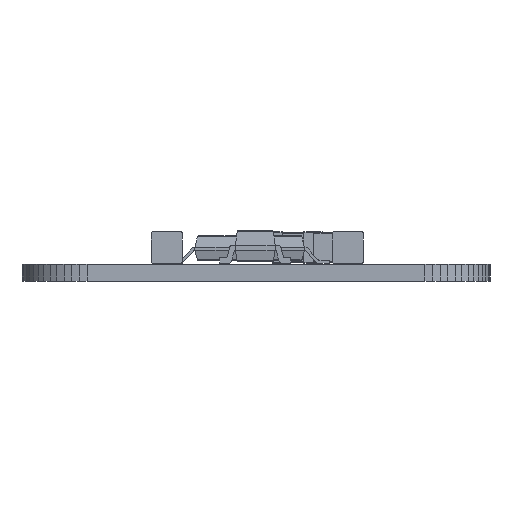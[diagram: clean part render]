
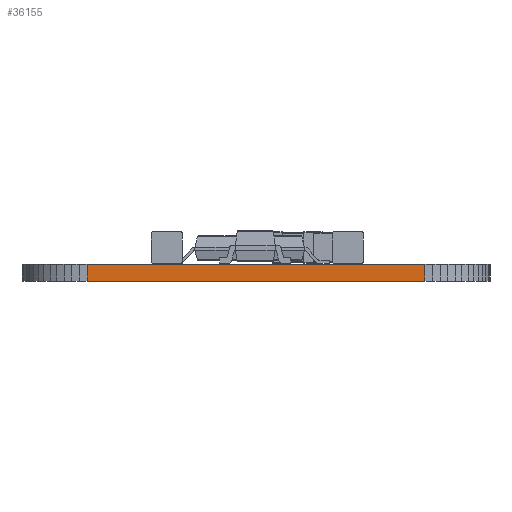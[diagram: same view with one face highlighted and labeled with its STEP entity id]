
A CAD part, front view. The second image highlights one B-rep face of the part: STEP entity #36155.
In plain terms, the highlighted planar face has unit normal (0, -1, 0).
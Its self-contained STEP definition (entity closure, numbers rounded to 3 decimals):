
#27404 = PLANE('',#27405);
#27405 = AXIS2_PLACEMENT_3D('',#27406,#27407,#27408);
#27406 = CARTESIAN_POINT('',(7.62,-34.093,0.68));
#27407 = DIRECTION('',(-0.,-0.,-1.));
#27408 = DIRECTION('',(-1.,0.,0.));
#27458 = PLANE('',#27459);
#27459 = AXIS2_PLACEMENT_3D('',#27460,#27461,#27462);
#27460 = CARTESIAN_POINT('',(7.62,-34.093,0.));
#27461 = DIRECTION('',(-0.,-0.,-1.));
#27462 = DIRECTION('',(-1.,0.,0.));
#28295 = VERTEX_POINT('',#28296);
#28296 = CARTESIAN_POINT('',(14.404,-71.194,0.));
#28310 = PLANE('',#28311);
#28311 = AXIS2_PLACEMENT_3D('',#28312,#28313,#28314);
#28312 = CARTESIAN_POINT('',(14.719,-71.175,0.));
#28313 = DIRECTION('',(0.06,-0.998,0.));
#28314 = DIRECTION('',(-0.998,-0.06,0.));
#28322 = EDGE_CURVE('',#28295,#28323,#28325,.T.);
#28323 = VERTEX_POINT('',#28324);
#28324 = CARTESIAN_POINT('',(0.836,-71.194,0.));
#28325 = SURFACE_CURVE('',#28326,(#28330,#28337),.PCURVE_S1.);
#28326 = LINE('',#28327,#28328);
#28327 = CARTESIAN_POINT('',(14.404,-71.194,0.));
#28328 = VECTOR('',#28329,1.);
#28329 = DIRECTION('',(-1.,0.,0.));
#28330 = PCURVE('',#27458,#28331);
#28331 = DEFINITIONAL_REPRESENTATION('',(#28332),#28336);
#28332 = LINE('',#28333,#28334);
#28333 = CARTESIAN_POINT('',(-6.784,-37.1));
#28334 = VECTOR('',#28335,1.);
#28335 = DIRECTION('',(1.,0.));
#28336 = ( GEOMETRIC_REPRESENTATION_CONTEXT(2) 
PARAMETRIC_REPRESENTATION_CONTEXT() REPRESENTATION_CONTEXT('2D SPACE',''
  ) );
#28337 = PCURVE('',#28338,#28343);
#28338 = PLANE('',#28339);
#28339 = AXIS2_PLACEMENT_3D('',#28340,#28341,#28342);
#28340 = CARTESIAN_POINT('',(14.404,-71.194,0.));
#28341 = DIRECTION('',(0.,-1.,0.));
#28342 = DIRECTION('',(-1.,0.,0.));
#28343 = DEFINITIONAL_REPRESENTATION('',(#28344),#28348);
#28344 = LINE('',#28345,#28346);
#28345 = CARTESIAN_POINT('',(0.,0.));
#28346 = VECTOR('',#28347,1.);
#28347 = DIRECTION('',(1.,0.));
#28348 = ( GEOMETRIC_REPRESENTATION_CONTEXT(2) 
PARAMETRIC_REPRESENTATION_CONTEXT() REPRESENTATION_CONTEXT('2D SPACE',''
  ) );
#28366 = PLANE('',#28367);
#28367 = AXIS2_PLACEMENT_3D('',#28368,#28369,#28370);
#28368 = CARTESIAN_POINT('',(0.836,-71.194,0.));
#28369 = DIRECTION('',(-0.06,-0.998,0.));
#28370 = DIRECTION('',(-0.998,0.06,0.));
#32066 = VERTEX_POINT('',#32067);
#32067 = CARTESIAN_POINT('',(14.404,-71.194,0.68));
#32088 = EDGE_CURVE('',#32066,#32089,#32091,.T.);
#32089 = VERTEX_POINT('',#32090);
#32090 = CARTESIAN_POINT('',(0.836,-71.194,0.68));
#32091 = SURFACE_CURVE('',#32092,(#32096,#32103),.PCURVE_S1.);
#32092 = LINE('',#32093,#32094);
#32093 = CARTESIAN_POINT('',(14.404,-71.194,0.68));
#32094 = VECTOR('',#32095,1.);
#32095 = DIRECTION('',(-1.,0.,0.));
#32096 = PCURVE('',#27404,#32097);
#32097 = DEFINITIONAL_REPRESENTATION('',(#32098),#32102);
#32098 = LINE('',#32099,#32100);
#32099 = CARTESIAN_POINT('',(-6.784,-37.1));
#32100 = VECTOR('',#32101,1.);
#32101 = DIRECTION('',(1.,0.));
#32102 = ( GEOMETRIC_REPRESENTATION_CONTEXT(2) 
PARAMETRIC_REPRESENTATION_CONTEXT() REPRESENTATION_CONTEXT('2D SPACE',''
  ) );
#32103 = PCURVE('',#28338,#32104);
#32104 = DEFINITIONAL_REPRESENTATION('',(#32105),#32109);
#32105 = LINE('',#32106,#32107);
#32106 = CARTESIAN_POINT('',(0.,-0.68));
#32107 = VECTOR('',#32108,1.);
#32108 = DIRECTION('',(1.,0.));
#32109 = ( GEOMETRIC_REPRESENTATION_CONTEXT(2) 
PARAMETRIC_REPRESENTATION_CONTEXT() REPRESENTATION_CONTEXT('2D SPACE',''
  ) );
#36107 = EDGE_CURVE('',#28295,#32066,#36108,.T.);
#36108 = SURFACE_CURVE('',#36109,(#36113,#36120),.PCURVE_S1.);
#36109 = LINE('',#36110,#36111);
#36110 = CARTESIAN_POINT('',(14.404,-71.194,0.));
#36111 = VECTOR('',#36112,1.);
#36112 = DIRECTION('',(0.,0.,1.));
#36113 = PCURVE('',#28310,#36114);
#36114 = DEFINITIONAL_REPRESENTATION('',(#36115),#36119);
#36115 = LINE('',#36116,#36117);
#36116 = CARTESIAN_POINT('',(0.316,0.));
#36117 = VECTOR('',#36118,1.);
#36118 = DIRECTION('',(0.,-1.));
#36119 = ( GEOMETRIC_REPRESENTATION_CONTEXT(2) 
PARAMETRIC_REPRESENTATION_CONTEXT() REPRESENTATION_CONTEXT('2D SPACE',''
  ) );
#36120 = PCURVE('',#28338,#36121);
#36121 = DEFINITIONAL_REPRESENTATION('',(#36122),#36126);
#36122 = LINE('',#36123,#36124);
#36123 = CARTESIAN_POINT('',(0.,0.));
#36124 = VECTOR('',#36125,1.);
#36125 = DIRECTION('',(0.,-1.));
#36126 = ( GEOMETRIC_REPRESENTATION_CONTEXT(2) 
PARAMETRIC_REPRESENTATION_CONTEXT() REPRESENTATION_CONTEXT('2D SPACE',''
  ) );
#36155 = ADVANCED_FACE('',(#36156),#28338,.T.);
#36156 = FACE_BOUND('',#36157,.T.);
#36157 = EDGE_LOOP('',(#36158,#36159,#36160,#36181));
#36158 = ORIENTED_EDGE('',*,*,#36107,.T.);
#36159 = ORIENTED_EDGE('',*,*,#32088,.T.);
#36160 = ORIENTED_EDGE('',*,*,#36161,.F.);
#36161 = EDGE_CURVE('',#28323,#32089,#36162,.T.);
#36162 = SURFACE_CURVE('',#36163,(#36167,#36174),.PCURVE_S1.);
#36163 = LINE('',#36164,#36165);
#36164 = CARTESIAN_POINT('',(0.836,-71.194,0.));
#36165 = VECTOR('',#36166,1.);
#36166 = DIRECTION('',(0.,0.,1.));
#36167 = PCURVE('',#28338,#36168);
#36168 = DEFINITIONAL_REPRESENTATION('',(#36169),#36173);
#36169 = LINE('',#36170,#36171);
#36170 = CARTESIAN_POINT('',(13.569,0.));
#36171 = VECTOR('',#36172,1.);
#36172 = DIRECTION('',(0.,-1.));
#36173 = ( GEOMETRIC_REPRESENTATION_CONTEXT(2) 
PARAMETRIC_REPRESENTATION_CONTEXT() REPRESENTATION_CONTEXT('2D SPACE',''
  ) );
#36174 = PCURVE('',#28366,#36175);
#36175 = DEFINITIONAL_REPRESENTATION('',(#36176),#36180);
#36176 = LINE('',#36177,#36178);
#36177 = CARTESIAN_POINT('',(0.,0.));
#36178 = VECTOR('',#36179,1.);
#36179 = DIRECTION('',(0.,-1.));
#36180 = ( GEOMETRIC_REPRESENTATION_CONTEXT(2) 
PARAMETRIC_REPRESENTATION_CONTEXT() REPRESENTATION_CONTEXT('2D SPACE',''
  ) );
#36181 = ORIENTED_EDGE('',*,*,#28322,.F.);
